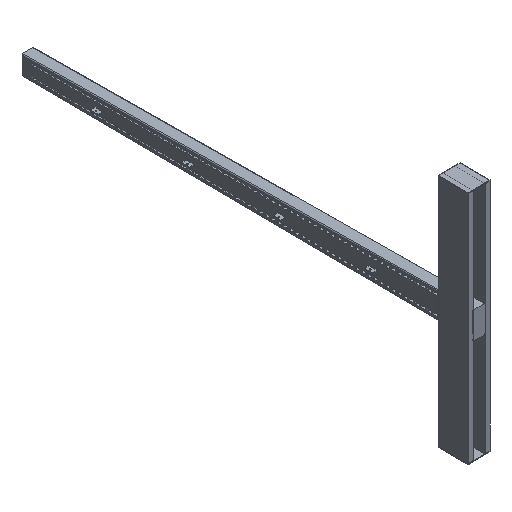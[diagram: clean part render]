
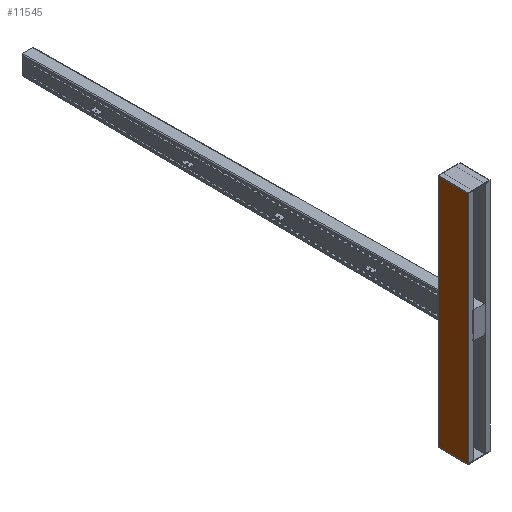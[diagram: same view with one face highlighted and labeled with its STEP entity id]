
A CAD part, isometric view. The second image highlights one B-rep face of the part: STEP entity #11545.
In plain terms, the highlighted planar face has unit normal (-1, 0, 0).
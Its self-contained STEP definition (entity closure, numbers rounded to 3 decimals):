
#137 = VERTEX_POINT ( 'NONE', #10440 ) ;
#678 = PLANE ( 'NONE',  #15341 ) ;
#813 = VERTEX_POINT ( 'NONE', #11782 ) ;
#1285 = CARTESIAN_POINT ( 'NONE',  ( -137.5, 0., 1465. ) ) ;
#1613 = DIRECTION ( 'NONE',  ( 0., -1., 0. ) ) ;
#2653 = FACE_OUTER_BOUND ( 'NONE', #18548, .T. ) ;
#3636 = EDGE_CURVE ( 'NONE', #9425, #19870, #6127, .T. ) ;
#4100 = ORIENTED_EDGE ( 'NONE', *, *, #16432, .T. ) ;
#4596 = LINE ( 'NONE', #20153, #20458 ) ;
#5285 = ORIENTED_EDGE ( 'NONE', *, *, #12179, .T. ) ;
#5645 = ORIENTED_EDGE ( 'NONE', *, *, #3636, .F. ) ;
#6127 = LINE ( 'NONE', #1285, #20642 ) ;
#7226 = VECTOR ( 'NONE', #11872, 1000. ) ;
#7401 = DIRECTION ( 'NONE',  ( 1., 0., 0. ) ) ;
#9204 = CARTESIAN_POINT ( 'NONE',  ( -137.5, 375., 1465. ) ) ;
#9425 = VERTEX_POINT ( 'NONE', #9204 ) ;
#9444 = CARTESIAN_POINT ( 'NONE',  ( -137.5, 0., 1465. ) ) ;
#10015 = LINE ( 'NONE', #18714, #11160 ) ;
#10440 = CARTESIAN_POINT ( 'NONE',  ( -137.5, 375., -1465. ) ) ;
#10913 = CARTESIAN_POINT ( 'NONE',  ( -137.5, 0., 1465. ) ) ;
#11160 = VECTOR ( 'NONE', #11776, 1000. ) ;
#11545 = ADVANCED_FACE ( 'NONE', ( #2653 ), #678, .F. ) ;
#11776 = DIRECTION ( 'NONE',  ( 0., 0., -1. ) ) ;
#11782 = CARTESIAN_POINT ( 'NONE',  ( -137.5, 0., -1465. ) ) ;
#11872 = DIRECTION ( 'NONE',  ( 0., -1., 0. ) ) ;
#12179 = EDGE_CURVE ( 'NONE', #9425, #137, #10015, .T. ) ;
#13187 = CARTESIAN_POINT ( 'NONE',  ( -137.5, 0., -1465. ) ) ;
#14234 = ORIENTED_EDGE ( 'NONE', *, *, #19979, .F. ) ;
#15341 = AXIS2_PLACEMENT_3D ( 'NONE', #10913, #7401, #17858 ) ;
#16432 = EDGE_CURVE ( 'NONE', #137, #813, #18374, .T. ) ;
#17858 = DIRECTION ( 'NONE',  ( 0., 1., 0. ) ) ;
#18032 = DIRECTION ( 'NONE',  ( 0., 0., -1. ) ) ;
#18374 = LINE ( 'NONE', #13187, #7226 ) ;
#18548 = EDGE_LOOP ( 'NONE', ( #4100, #14234, #5645, #5285 ) ) ;
#18714 = CARTESIAN_POINT ( 'NONE',  ( -137.5, 375., 1465. ) ) ;
#19870 = VERTEX_POINT ( 'NONE', #9444 ) ;
#19979 = EDGE_CURVE ( 'NONE', #19870, #813, #4596, .T. ) ;
#20153 = CARTESIAN_POINT ( 'NONE',  ( -137.5, 0., 1465. ) ) ;
#20458 = VECTOR ( 'NONE', #18032, 1000. ) ;
#20642 = VECTOR ( 'NONE', #1613, 1000. ) ;
